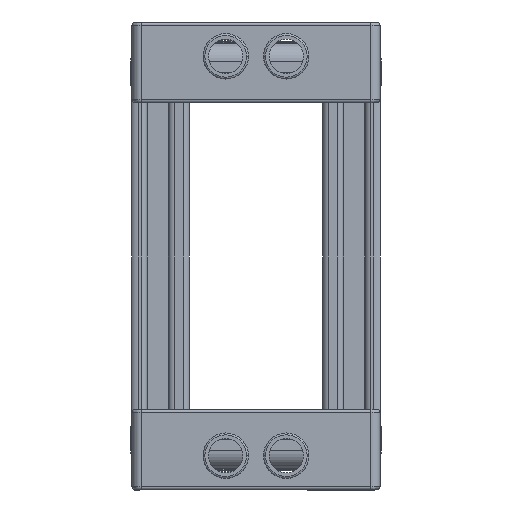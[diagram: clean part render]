
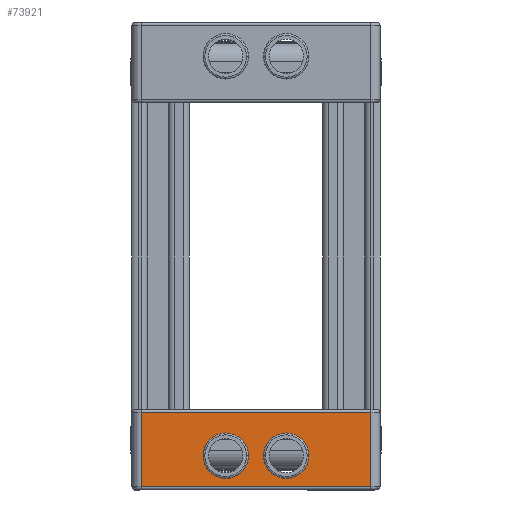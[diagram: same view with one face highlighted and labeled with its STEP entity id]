
A CAD part, left-side view. The second image highlights one B-rep face of the part: STEP entity #73921.
In plain terms, the highlighted planar face has unit normal (-1, 0, 0).
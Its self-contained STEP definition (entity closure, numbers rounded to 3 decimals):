
#2899 = FACE_OUTER_BOUND ( 'NONE', #25316, .T. ) ;
#5495 = LINE ( 'NONE', #6574, #106836 ) ;
#6574 = CARTESIAN_POINT ( 'NONE',  ( -164.156, -20.5, 1.5 ) ) ;
#7278 = VERTEX_POINT ( 'NONE', #19089 ) ;
#9099 = CARTESIAN_POINT ( 'NONE',  ( -164.156, -5., 6.675 ) ) ;
#15211 = ORIENTED_EDGE ( 'NONE', *, *, #115837, .F. ) ;
#17933 = FACE_BOUND ( 'NONE', #102172, .T. ) ;
#18993 = AXIS2_PLACEMENT_3D ( 'NONE', #40082, #62721, #94392 ) ;
#19089 = CARTESIAN_POINT ( 'NONE',  ( -164.156, 19., 13.85 ) ) ;
#19305 = ORIENTED_EDGE ( 'NONE', *, *, #131028, .F. ) ;
#19451 = DIRECTION ( 'NONE',  ( 0., 0., -1. ) ) ;
#25316 = EDGE_LOOP ( 'NONE', ( #61489, #15211, #104924, #19305 ) ) ;
#26251 = EDGE_CURVE ( 'NONE', #133486, #7278, #74959, .T. ) ;
#29188 = DIRECTION ( 'NONE',  ( 0., 1., 0. ) ) ;
#31126 = CIRCLE ( 'NONE', #126190, 3.75 ) ;
#33903 = ORIENTED_EDGE ( 'NONE', *, *, #71727, .F. ) ;
#40082 = CARTESIAN_POINT ( 'NONE',  ( -164.156, 5., 6.675 ) ) ;
#41064 = DIRECTION ( 'NONE',  ( 0., 0., -1. ) ) ;
#46896 = CARTESIAN_POINT ( 'NONE',  ( -164.156, 5., 10.425 ) ) ;
#47382 = DIRECTION ( 'NONE',  ( -1., 0., 0. ) ) ;
#49406 = CARTESIAN_POINT ( 'NONE',  ( -164.156, -5., 2.925 ) ) ;
#49419 = CIRCLE ( 'NONE', #92532, 3.75 ) ;
#50108 = DIRECTION ( 'NONE',  ( 0., 0., -1. ) ) ;
#52677 = AXIS2_PLACEMENT_3D ( 'NONE', #90393, #47382, #58669 ) ;
#53501 = FACE_BOUND ( 'NONE', #138221, .T. ) ;
#53822 = CARTESIAN_POINT ( 'NONE',  ( -164.156, 5., 2.925 ) ) ;
#55205 = VERTEX_POINT ( 'NONE', #127378 ) ;
#56407 = VECTOR ( 'NONE', #96538, 1000. ) ;
#58669 = DIRECTION ( 'NONE',  ( 0., 0., -1. ) ) ;
#58964 = CARTESIAN_POINT ( 'NONE',  ( -164.156, -19., 1.5 ) ) ;
#60473 = DIRECTION ( 'NONE',  ( -1., 0., 0. ) ) ;
#61489 = ORIENTED_EDGE ( 'NONE', *, *, #26251, .T. ) ;
#62321 = AXIS2_PLACEMENT_3D ( 'NONE', #125552, #60473, #50108 ) ;
#62536 = CARTESIAN_POINT ( 'NONE',  ( -164.156, -20.5, 13.85 ) ) ;
#62721 = DIRECTION ( 'NONE',  ( -1., 0., 0. ) ) ;
#62835 = VERTEX_POINT ( 'NONE', #49406 ) ;
#71255 = CARTESIAN_POINT ( 'NONE',  ( -164.156, 19., 90.634 ) ) ;
#71727 = EDGE_CURVE ( 'NONE', #62835, #55205, #106201, .T. ) ;
#72495 = ORIENTED_EDGE ( 'NONE', *, *, #117480, .F. ) ;
#73921 = ADVANCED_FACE ( 'NONE', ( #2899, #53501, #17933 ), #88044, .T. ) ;
#74531 = DIRECTION ( 'NONE',  ( 0., 0., 1. ) ) ;
#74959 = LINE ( 'NONE', #62536, #56407 ) ;
#79720 = ORIENTED_EDGE ( 'NONE', *, *, #88148, .F. ) ;
#83533 = LINE ( 'NONE', #102041, #107285 ) ;
#88044 = PLANE ( 'NONE',  #52677 ) ;
#88148 = EDGE_CURVE ( 'NONE', #55205, #62835, #31126, .T. ) ;
#90393 = CARTESIAN_POINT ( 'NONE',  ( -164.156, -20.5, 90.634 ) ) ;
#92532 = AXIS2_PLACEMENT_3D ( 'NONE', #128816, #97748, #139158 ) ;
#94392 = DIRECTION ( 'NONE',  ( 0., 0., -1. ) ) ;
#96538 = DIRECTION ( 'NONE',  ( 0., 1., 0. ) ) ;
#97748 = DIRECTION ( 'NONE',  ( -1., 0., 0. ) ) ;
#101348 = EDGE_CURVE ( 'NONE', #122421, #130761, #5495, .T. ) ;
#102041 = CARTESIAN_POINT ( 'NONE',  ( -164.156, -19., 90.634 ) ) ;
#102172 = EDGE_LOOP ( 'NONE', ( #72495, #129144 ) ) ;
#104686 = VERTEX_POINT ( 'NONE', #53822 ) ;
#104924 = ORIENTED_EDGE ( 'NONE', *, *, #101348, .F. ) ;
#105589 = LINE ( 'NONE', #71255, #108977 ) ;
#106201 = CIRCLE ( 'NONE', #62321, 3.75 ) ;
#106836 = VECTOR ( 'NONE', #29188, 1000. ) ;
#107285 = VECTOR ( 'NONE', #41064, 1000. ) ;
#108977 = VECTOR ( 'NONE', #74531, 1000. ) ;
#112604 = VERTEX_POINT ( 'NONE', #46896 ) ;
#115837 = EDGE_CURVE ( 'NONE', #130761, #7278, #105589, .T. ) ;
#117480 = EDGE_CURVE ( 'NONE', #104686, #112604, #49419, .T. ) ;
#122421 = VERTEX_POINT ( 'NONE', #58964 ) ;
#125552 = CARTESIAN_POINT ( 'NONE',  ( -164.156, -5., 6.675 ) ) ;
#126190 = AXIS2_PLACEMENT_3D ( 'NONE', #9099, #138798, #19451 ) ;
#127378 = CARTESIAN_POINT ( 'NONE',  ( -164.156, -5., 10.425 ) ) ;
#128816 = CARTESIAN_POINT ( 'NONE',  ( -164.156, 5., 6.675 ) ) ;
#128933 = CARTESIAN_POINT ( 'NONE',  ( -164.156, 19., 1.5 ) ) ;
#129133 = CARTESIAN_POINT ( 'NONE',  ( -164.156, -19., 13.85 ) ) ;
#129144 = ORIENTED_EDGE ( 'NONE', *, *, #129861, .F. ) ;
#129861 = EDGE_CURVE ( 'NONE', #112604, #104686, #139381, .T. ) ;
#130761 = VERTEX_POINT ( 'NONE', #128933 ) ;
#131028 = EDGE_CURVE ( 'NONE', #133486, #122421, #83533, .T. ) ;
#133486 = VERTEX_POINT ( 'NONE', #129133 ) ;
#138221 = EDGE_LOOP ( 'NONE', ( #33903, #79720 ) ) ;
#138798 = DIRECTION ( 'NONE',  ( -1., 0., 0. ) ) ;
#139158 = DIRECTION ( 'NONE',  ( 0., 0., -1. ) ) ;
#139381 = CIRCLE ( 'NONE', #18993, 3.75 ) ;
